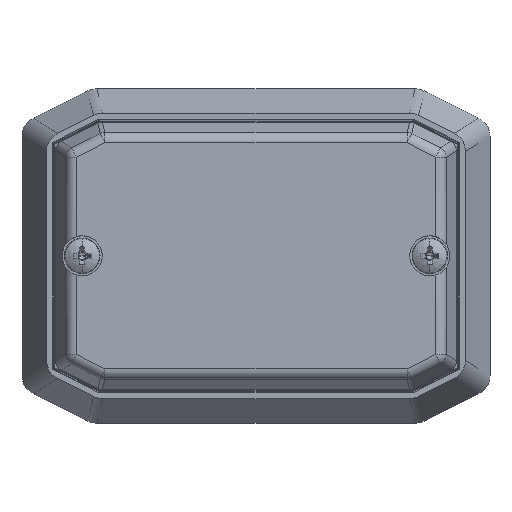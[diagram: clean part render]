
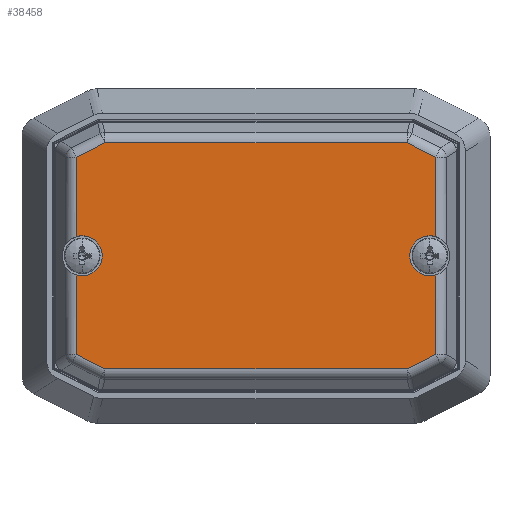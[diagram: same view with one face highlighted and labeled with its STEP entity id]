
A CAD part, top view. The second image highlights one B-rep face of the part: STEP entity #38458.
In plain terms, the highlighted planar face has unit normal (0, 0, 1).
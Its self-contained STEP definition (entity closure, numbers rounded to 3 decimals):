
#621 = CARTESIAN_POINT ( 'NONE',  ( 40.338, -22.119, 18. ) ) ;
#1455 = VERTEX_POINT ( 'NONE', #30922 ) ;
#1541 = CARTESIAN_POINT ( 'NONE',  ( 39., 0., 18. ) ) ;
#1659 = ORIENTED_EDGE ( 'NONE', *, *, #4231, .F. ) ;
#1886 = CARTESIAN_POINT ( 'NONE',  ( -39., 0., 18. ) ) ;
#1931 = EDGE_CURVE ( 'NONE', #29047, #9999, #16025, .T. ) ;
#2149 = VECTOR ( 'NONE', #23046, 1000. ) ;
#2176 = CARTESIAN_POINT ( 'NONE',  ( 40.338, -3.273, 18. ) ) ;
#2220 = DIRECTION ( 'NONE',  ( 0., 0., 1. ) ) ;
#2615 = CARTESIAN_POINT ( 'NONE',  ( -33.53, -25.523, 18. ) ) ;
#3032 = CIRCLE ( 'NONE', #36969, 4.5 ) ;
#3114 = AXIS2_PLACEMENT_3D ( 'NONE', #8142, #11006, #28549 ) ;
#3484 = CARTESIAN_POINT ( 'NONE',  ( 34.313, -25.338, 18. ) ) ;
#3980 = CARTESIAN_POINT ( 'NONE',  ( 40.338, -4.297, 18. ) ) ;
#4231 = EDGE_CURVE ( 'NONE', #12823, #1455, #33638, .T. ) ;
#5022 = ORIENTED_EDGE ( 'NONE', *, *, #30823, .F. ) ;
#5066 = VECTOR ( 'NONE', #23874, 1000. ) ;
#5492 = CARTESIAN_POINT ( 'NONE',  ( 33.899, -25.338, 18. ) ) ;
#5773 = LINE ( 'NONE', #33436, #15413 ) ;
#5810 = VERTEX_POINT ( 'NONE', #621 ) ;
#7026 = CARTESIAN_POINT ( 'NONE',  ( -34.5, 0., 18. ) ) ;
#8092 = DIRECTION ( 'NONE',  ( 1., 0., 0. ) ) ;
#8142 = CARTESIAN_POINT ( 'NONE',  ( 0., 0., 18. ) ) ;
#8190 = CARTESIAN_POINT ( 'NONE',  ( 40.338, 4.297, 18. ) ) ;
#8218 = CIRCLE ( 'NONE', #19013, 4.5 ) ;
#8623 = VERTEX_POINT ( 'NONE', #25456 ) ;
#9247 = FACE_OUTER_BOUND ( 'NONE', #34522, .T. ) ;
#9456 = VERTEX_POINT ( 'NONE', #3980 ) ;
#9490 = CARTESIAN_POINT ( 'NONE',  ( -41.305, 21.635, 18. ) ) ;
#9496 = EDGE_CURVE ( 'NONE', #8623, #28755, #17426, .T. ) ;
#9999 = VERTEX_POINT ( 'NONE', #15488 ) ;
#10905 = ORIENTED_EDGE ( 'NONE', *, *, #18306, .T. ) ;
#11006 = DIRECTION ( 'NONE',  ( 0., 0., 1. ) ) ;
#11606 = EDGE_CURVE ( 'NONE', #31516, #9456, #25864, .T. ) ;
#11720 = EDGE_CURVE ( 'NONE', #20098, #5810, #42453, .T. ) ;
#12225 = DIRECTION ( 'NONE',  ( 0.894, 0.447, 0. ) ) ;
#12788 = DIRECTION ( 'NONE',  ( 0., -1., 0. ) ) ;
#12823 = VERTEX_POINT ( 'NONE', #7026 ) ;
#12989 = CARTESIAN_POINT ( 'NONE',  ( -33.899, 25.338, 18. ) ) ;
#13415 = ORIENTED_EDGE ( 'NONE', *, *, #11720, .T. ) ;
#14583 = PLANE ( 'NONE',  #3114 ) ;
#14699 = EDGE_CURVE ( 'NONE', #43126, #20098, #39598, .T. ) ;
#15361 = VERTEX_POINT ( 'NONE', #41704 ) ;
#15413 = VECTOR ( 'NONE', #12788, 1000. ) ;
#15488 = CARTESIAN_POINT ( 'NONE',  ( 40.338, 22.119, 18. ) ) ;
#15822 = EDGE_CURVE ( 'NONE', #36257, #1455, #24362, .T. ) ;
#16025 = LINE ( 'NONE', #26930, #19246 ) ;
#16222 = ORIENTED_EDGE ( 'NONE', *, *, #34749, .T. ) ;
#16282 = AXIS2_PLACEMENT_3D ( 'NONE', #1541, #31962, #32109 ) ;
#17102 = CARTESIAN_POINT ( 'NONE',  ( 39., 0., 18. ) ) ;
#17426 = LINE ( 'NONE', #28314, #41580 ) ;
#17430 = ORIENTED_EDGE ( 'NONE', *, *, #15822, .T. ) ;
#17495 = VECTOR ( 'NONE', #25230, 1000. ) ;
#17824 = LINE ( 'NONE', #9490, #31848 ) ;
#17882 = VECTOR ( 'NONE', #40449, 1000. ) ;
#18306 = EDGE_CURVE ( 'NONE', #37080, #15361, #5773, .T. ) ;
#19013 = AXIS2_PLACEMENT_3D ( 'NONE', #17102, #37544, #23688 ) ;
#19246 = VECTOR ( 'NONE', #43445, 1000. ) ;
#19383 = ORIENTED_EDGE ( 'NONE', *, *, #11606, .F. ) ;
#20098 = VERTEX_POINT ( 'NONE', #5492 ) ;
#21784 = EDGE_CURVE ( 'NONE', #5810, #9456, #39757, .T. ) ;
#22051 = CARTESIAN_POINT ( 'NONE',  ( -33.899, -25.338, 18. ) ) ;
#22179 = DIRECTION ( 'NONE',  ( 1., 0., 0. ) ) ;
#22589 = CARTESIAN_POINT ( 'NONE',  ( -40.338, 22.119, 18. ) ) ;
#22779 = CARTESIAN_POINT ( 'NONE',  ( -39., 0., 18. ) ) ;
#23046 = DIRECTION ( 'NONE',  ( 0., 1., 0. ) ) ;
#23688 = DIRECTION ( 'NONE',  ( 1., 0., 0. ) ) ;
#23874 = DIRECTION ( 'NONE',  ( 0., -1., 0. ) ) ;
#24322 = EDGE_CURVE ( 'NONE', #37080, #12823, #3032, .T. ) ;
#24362 = LINE ( 'NONE', #40863, #5066 ) ;
#25230 = DIRECTION ( 'NONE',  ( -0.894, 0.447, 0. ) ) ;
#25456 = CARTESIAN_POINT ( 'NONE',  ( 33.899, 25.338, 18. ) ) ;
#25864 = CIRCLE ( 'NONE', #16282, 4.5 ) ;
#26028 = ORIENTED_EDGE ( 'NONE', *, *, #14699, .T. ) ;
#26930 = CARTESIAN_POINT ( 'NONE',  ( 40.338, 23.2, 18. ) ) ;
#27240 = ORIENTED_EDGE ( 'NONE', *, *, #1931, .T. ) ;
#27895 = AXIS2_PLACEMENT_3D ( 'NONE', #22779, #2220, #22179 ) ;
#28314 = CARTESIAN_POINT ( 'NONE',  ( -34.313, 25.338, 18. ) ) ;
#28549 = DIRECTION ( 'NONE',  ( 1., 0., 0. ) ) ;
#28686 = ORIENTED_EDGE ( 'NONE', *, *, #31914, .T. ) ;
#28755 = VERTEX_POINT ( 'NONE', #12989 ) ;
#29047 = VERTEX_POINT ( 'NONE', #8190 ) ;
#30823 = EDGE_CURVE ( 'NONE', #29047, #31516, #8218, .T. ) ;
#30922 = CARTESIAN_POINT ( 'NONE',  ( -40.338, 4.297, 18. ) ) ;
#31165 = DIRECTION ( 'NONE',  ( 1., 0., 0. ) ) ;
#31168 = ORIENTED_EDGE ( 'NONE', *, *, #24322, .F. ) ;
#31516 = VERTEX_POINT ( 'NONE', #37362 ) ;
#31848 = VECTOR ( 'NONE', #36549, 1000. ) ;
#31914 = EDGE_CURVE ( 'NONE', #28755, #36257, #17824, .T. ) ;
#31962 = DIRECTION ( 'NONE',  ( 0., 0., 1. ) ) ;
#32041 = ORIENTED_EDGE ( 'NONE', *, *, #21784, .T. ) ;
#32109 = DIRECTION ( 'NONE',  ( 1., 0., 0. ) ) ;
#32329 = CARTESIAN_POINT ( 'NONE',  ( 33.53, 25.523, 18. ) ) ;
#33273 = ORIENTED_EDGE ( 'NONE', *, *, #35397, .T. ) ;
#33436 = CARTESIAN_POINT ( 'NONE',  ( -40.338, -23.2, 18. ) ) ;
#33638 = CIRCLE ( 'NONE', #27895, 4.5 ) ;
#34522 = EDGE_LOOP ( 'NONE', ( #13415, #32041, #19383, #5022, #27240, #16222, #43539, #28686, #17430, #1659, #31168, #10905, #33273, #26028 ) ) ;
#34749 = EDGE_CURVE ( 'NONE', #9999, #8623, #36312, .T. ) ;
#35397 = EDGE_CURVE ( 'NONE', #15361, #43126, #37236, .T. ) ;
#36257 = VERTEX_POINT ( 'NONE', #22589 ) ;
#36312 = LINE ( 'NONE', #32329, #17495 ) ;
#36549 = DIRECTION ( 'NONE',  ( -0.894, -0.447, 0. ) ) ;
#36969 = AXIS2_PLACEMENT_3D ( 'NONE', #1886, #39432, #8092 ) ;
#37080 = VERTEX_POINT ( 'NONE', #42442 ) ;
#37236 = LINE ( 'NONE', #2615, #17882 ) ;
#37362 = CARTESIAN_POINT ( 'NONE',  ( 34.5, 0., 18. ) ) ;
#37544 = DIRECTION ( 'NONE',  ( 0., 0., 1. ) ) ;
#38458 = ADVANCED_FACE ( 'NONE', ( #9247 ), #14583, .T. ) ;
#38521 = VECTOR ( 'NONE', #31165, 1000. ) ;
#39432 = DIRECTION ( 'NONE',  ( 0., 0., 1. ) ) ;
#39598 = LINE ( 'NONE', #3484, #38521 ) ;
#39691 = CARTESIAN_POINT ( 'NONE',  ( 41.305, -21.635, 18. ) ) ;
#39757 = LINE ( 'NONE', #2176, #2149 ) ;
#40449 = DIRECTION ( 'NONE',  ( 0.894, -0.447, 0. ) ) ;
#40863 = CARTESIAN_POINT ( 'NONE',  ( -40.338, 3.273, 18. ) ) ;
#41580 = VECTOR ( 'NONE', #41794, 1000. ) ;
#41704 = CARTESIAN_POINT ( 'NONE',  ( -40.338, -22.119, 18. ) ) ;
#41794 = DIRECTION ( 'NONE',  ( -1., 0., 0. ) ) ;
#41897 = VECTOR ( 'NONE', #12225, 1000. ) ;
#42442 = CARTESIAN_POINT ( 'NONE',  ( -40.338, -4.297, 18. ) ) ;
#42453 = LINE ( 'NONE', #39691, #41897 ) ;
#43126 = VERTEX_POINT ( 'NONE', #22051 ) ;
#43445 = DIRECTION ( 'NONE',  ( 0., 1., 0. ) ) ;
#43539 = ORIENTED_EDGE ( 'NONE', *, *, #9496, .T. ) ;
